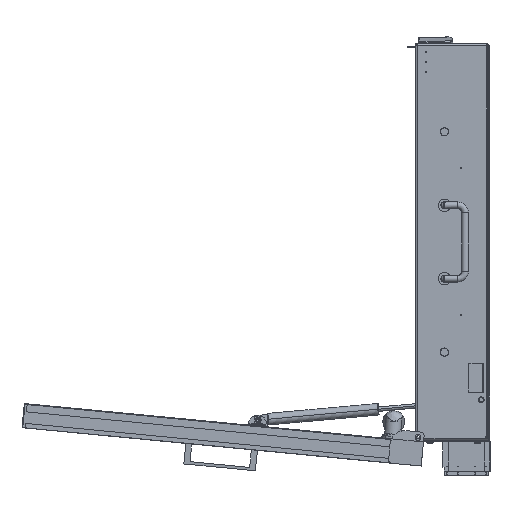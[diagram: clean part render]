
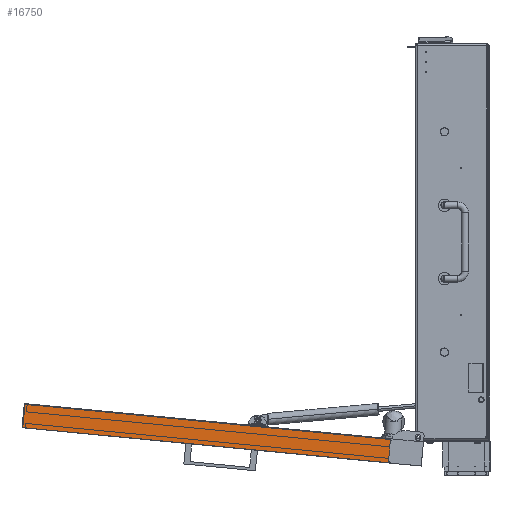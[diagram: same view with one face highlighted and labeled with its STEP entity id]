
A CAD part, left-side view. The second image highlights one B-rep face of the part: STEP entity #16750.
In plain terms, the highlighted planar face has unit normal (-1, 0, 0).
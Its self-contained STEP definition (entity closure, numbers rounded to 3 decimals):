
#390 = EDGE_CURVE ( 'NONE', #33633, #9083, #56588, .T. ) ;
#701 = VERTEX_POINT ( 'NONE', #66557 ) ;
#2503 = ORIENTED_EDGE ( 'NONE', *, *, #24760, .F. ) ;
#3334 = EDGE_CURVE ( 'NONE', #10143, #75621, #17728, .T. ) ;
#5039 = CARTESIAN_POINT ( 'NONE',  ( -327.5, 33., -273. ) ) ;
#6163 = VERTEX_POINT ( 'NONE', #17840 ) ;
#6570 = AXIS2_PLACEMENT_3D ( 'NONE', #72164, #32000, #26746 ) ;
#7075 = DIRECTION ( 'NONE',  ( 0., 1., 0. ) ) ;
#8111 = VECTOR ( 'NONE', #69625, 1000. ) ;
#9083 = VERTEX_POINT ( 'NONE', #62371 ) ;
#10143 = VERTEX_POINT ( 'NONE', #48942 ) ;
#10877 = VECTOR ( 'NONE', #22985, 1000. ) ;
#15049 = ORIENTED_EDGE ( 'NONE', *, *, #3334, .F. ) ;
#15920 = CARTESIAN_POINT ( 'NONE',  ( -327.5, 0., -273. ) ) ;
#15987 = AXIS2_PLACEMENT_3D ( 'NONE', #25498, #45979, #60363 ) ;
#16750 = ADVANCED_FACE ( 'NONE', ( #29622 ), #82052, .F. ) ;
#17728 = CIRCLE ( 'NONE', #6570, 20. ) ;
#17840 = CARTESIAN_POINT ( 'NONE',  ( -327.5, 28., -228. ) ) ;
#18691 = CARTESIAN_POINT ( 'NONE',  ( -327.5, 33., -233. ) ) ;
#22985 = DIRECTION ( 'NONE',  ( 0., 0., 1. ) ) ;
#24760 = EDGE_CURVE ( 'NONE', #75621, #6163, #62816, .T. ) ;
#25498 = CARTESIAN_POINT ( 'NONE',  ( -327.5, 28., -233. ) ) ;
#26746 = DIRECTION ( 'NONE',  ( 0., 0., -1. ) ) ;
#27848 = CARTESIAN_POINT ( 'NONE',  ( -327.5, 7., -228. ) ) ;
#28082 = LINE ( 'NONE', #29364, #63156 ) ;
#29364 = CARTESIAN_POINT ( 'NONE',  ( -327.5, 33., 273. ) ) ;
#29622 = FACE_OUTER_BOUND ( 'NONE', #49684, .T. ) ;
#30054 = DIRECTION ( 'NONE',  ( 0., 0., -1. ) ) ;
#32000 = DIRECTION ( 'NONE',  ( -1., 0., 0. ) ) ;
#32664 = VECTOR ( 'NONE', #7075, 1000. ) ;
#33633 = VERTEX_POINT ( 'NONE', #18691 ) ;
#35582 = LINE ( 'NONE', #15920, #8111 ) ;
#35752 = CARTESIAN_POINT ( 'NONE',  ( -327.5, 33., -228. ) ) ;
#38609 = EDGE_CURVE ( 'NONE', #9083, #701, #28082, .T. ) ;
#41614 = EDGE_CURVE ( 'NONE', #33633, #6163, #61983, .T. ) ;
#45979 = DIRECTION ( 'NONE',  ( 1., 0., 0. ) ) ;
#46402 = ORIENTED_EDGE ( 'NONE', *, *, #41614, .T. ) ;
#48942 = CARTESIAN_POINT ( 'NONE',  ( -327.5, 0., -229.265 ) ) ;
#49684 = EDGE_LOOP ( 'NONE', ( #2503, #15049, #79530, #68783, #64296, #46402 ) ) ;
#55731 = CARTESIAN_POINT ( 'NONE',  ( -327.5, 33., -273. ) ) ;
#56588 = LINE ( 'NONE', #55731, #10877 ) ;
#56737 = EDGE_CURVE ( 'NONE', #10143, #701, #35582, .T. ) ;
#60363 = DIRECTION ( 'NONE',  ( 0., 0., -1. ) ) ;
#61983 = CIRCLE ( 'NONE', #15987, 5. ) ;
#62371 = CARTESIAN_POINT ( 'NONE',  ( -327.5, 33., 273. ) ) ;
#62816 = LINE ( 'NONE', #35752, #32664 ) ;
#63156 = VECTOR ( 'NONE', #68645, 1000. ) ;
#64296 = ORIENTED_EDGE ( 'NONE', *, *, #390, .F. ) ;
#66557 = CARTESIAN_POINT ( 'NONE',  ( -327.5, 0., 273. ) ) ;
#68645 = DIRECTION ( 'NONE',  ( 0., -1., 0. ) ) ;
#68783 = ORIENTED_EDGE ( 'NONE', *, *, #38609, .F. ) ;
#69625 = DIRECTION ( 'NONE',  ( 0., 0., 1. ) ) ;
#72164 = CARTESIAN_POINT ( 'NONE',  ( -327.5, 7., -248. ) ) ;
#75244 = AXIS2_PLACEMENT_3D ( 'NONE', #5039, #77940, #30054 ) ;
#75621 = VERTEX_POINT ( 'NONE', #27848 ) ;
#77940 = DIRECTION ( 'NONE',  ( 1., 0., 0. ) ) ;
#79530 = ORIENTED_EDGE ( 'NONE', *, *, #56737, .T. ) ;
#82052 = PLANE ( 'NONE',  #75244 ) ;
